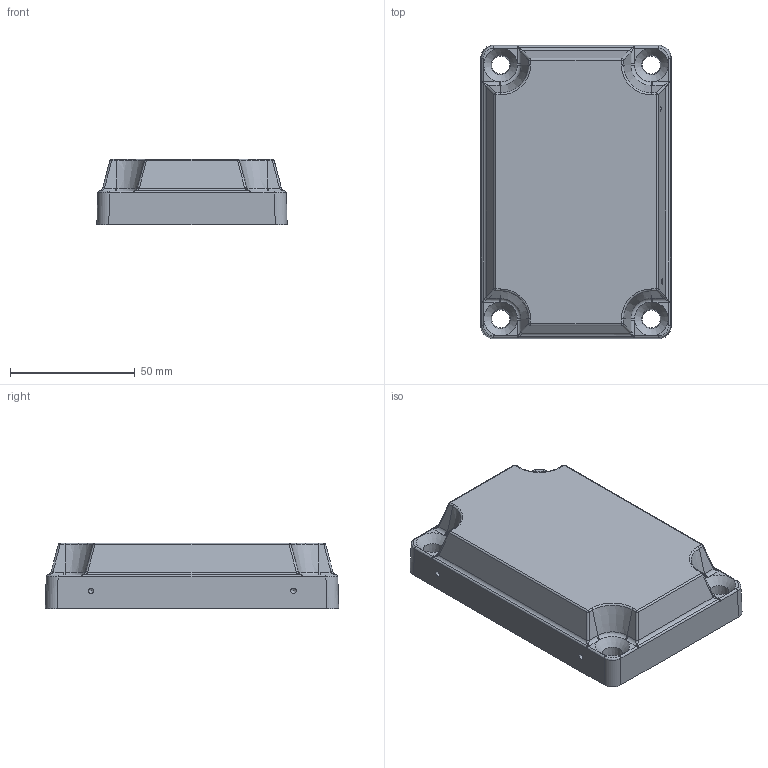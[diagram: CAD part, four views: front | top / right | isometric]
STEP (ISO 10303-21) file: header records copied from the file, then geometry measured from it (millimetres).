
FILE_DESCRIPTION(/* description */ ('X-10 COVER MACHINE'),/* implementation_level */ '2;1');
FILE_NAME(/* name */ 'X-10.stp',/* time_stamp */ '2020-05-19T11:43:59-05:00',/* author */ ('bstrom'),/* organization */ (''),/* preprocessor_version */ 'ST-DEVELOPER v18',/* originating_system */ 'Autodesk Inventor 2020',/* authorisation */ '');
FILE_SCHEMA (('AUTOMOTIVE_DESIGN { 1 0 10303 214 3 1 1 }'));
Length unit declared in the file: inch
Products named in the file (1): 0240011M
Bounding box: 76.16 x 117.43 x 26.16 mm (x, y, z)
Volume: 144099.7 mm3; surface area: 30141 mm2
Topology: 1 solids, 1 shells, 407 faces, 1026 edges, 642 vertices
Faces by surface type: plane 186, bspline 97, cylinder 66, sphere 24, cone 22, torus 12
Full cylindrical faces by diameter (mm): 2.184 x6
Entity records: 13382 total; most frequent: CARTESIAN_POINT 4050, ORIENTED_EDGE 2040, DIRECTION 1704, EDGE_CURVE 1020, VERTEX_POINT 642, LINE 618, VECTOR 618, AXIS2_PLACEMENT_3D 543
